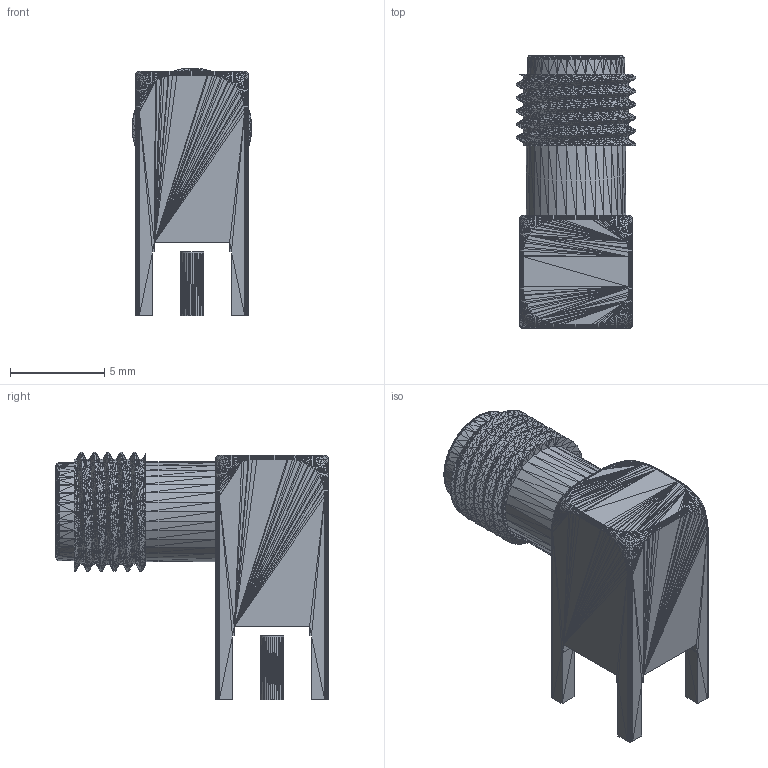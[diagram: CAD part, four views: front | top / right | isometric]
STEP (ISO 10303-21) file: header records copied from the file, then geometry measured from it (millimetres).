
FILE_DESCRIPTION(('FreeCAD Model'),'2;1');
FILE_NAME('Open CASCADE Shape Model','2025-11-11T20:36:07',(''),(''), 'Open CASCADE STEP processor 7.9','FreeCAD','Unknown');
FILE_SCHEMA(('AUTOMOTIVE_DESIGN { 1 0 10303 214 1 1 1 1 }'));
Products named in the file (1): BWSMA_KWE_Z002
Bounding box: 6.35 x 14.5 x 13.18 mm (x, y, z)
Surface area: 597.1 mm2 (no closed solid volume)
Topology: 0 solids, 3 shells, 9606 faces, 14409 edges, 4807 vertices
Faces by surface type: plane 9606
Entity records: 187377 total; most frequent: DIRECTION 33623, CARTESIAN_POINT 28823, ORIENTED_EDGE 28818, EDGE_CURVE 14409, LINE 14409, VECTOR 14409, AXIS2_PLACEMENT_3D 9607, ADVANCED_FACE 9606
